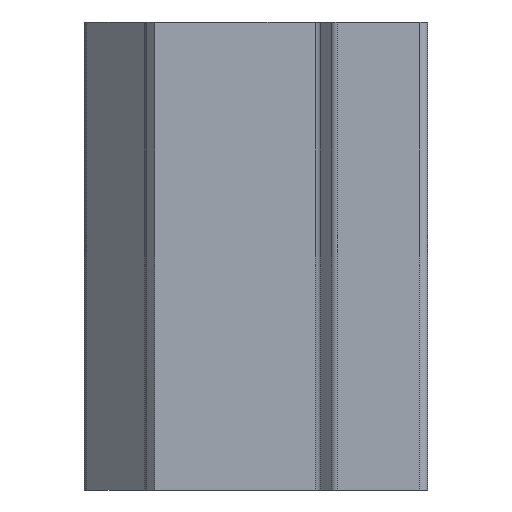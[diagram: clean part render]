
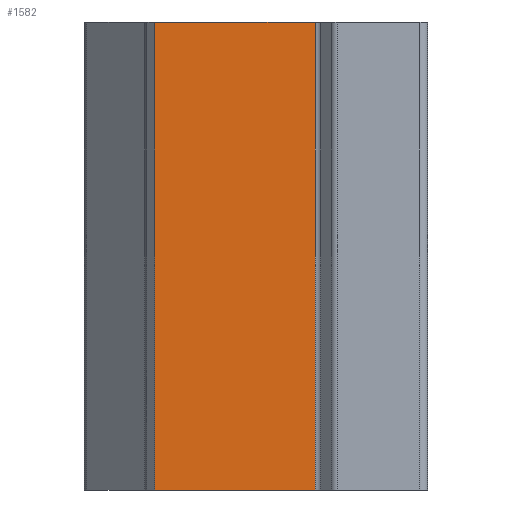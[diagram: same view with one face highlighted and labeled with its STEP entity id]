
A CAD part, left-side view. The second image highlights one B-rep face of the part: STEP entity #1582.
In plain terms, the highlighted planar face has unit normal (-1, 0, 0).
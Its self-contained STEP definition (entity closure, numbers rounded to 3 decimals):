
#132 = ORIENTED_EDGE ( 'NONE', *, *, #1287, .T. ) ;
#191 = LINE ( 'NONE', #1580, #849 ) ;
#259 = ORIENTED_EDGE ( 'NONE', *, *, #1404, .T. ) ;
#276 = FACE_OUTER_BOUND ( 'NONE', #1157, .T. ) ;
#304 = VECTOR ( 'NONE', #584, 1000. ) ;
#349 = LINE ( 'NONE', #723, #304 ) ;
#379 = DIRECTION ( 'NONE',  ( 0., 1., 0. ) ) ;
#384 = CARTESIAN_POINT ( 'NONE',  ( -16., 7., 15. ) ) ;
#417 = VECTOR ( 'NONE', #874, 1000. ) ;
#441 = CARTESIAN_POINT ( 'NONE',  ( -16., 7.207, 15. ) ) ;
#552 = VERTEX_POINT ( 'NONE', #673 ) ;
#559 = VERTEX_POINT ( 'NONE', #660 ) ;
#584 = DIRECTION ( 'NONE',  ( 0., 0., -1. ) ) ;
#596 = AXIS2_PLACEMENT_3D ( 'NONE', #384, #1596, #379 ) ;
#630 = DIRECTION ( 'NONE',  ( 0., -1., 0. ) ) ;
#644 = CARTESIAN_POINT ( 'NONE',  ( -16., 17.5, -15. ) ) ;
#660 = CARTESIAN_POINT ( 'NONE',  ( -16., 7.207, 15. ) ) ;
#673 = CARTESIAN_POINT ( 'NONE',  ( -16., 7.207, -15. ) ) ;
#698 = LINE ( 'NONE', #441, #417 ) ;
#723 = CARTESIAN_POINT ( 'NONE',  ( -16., 17.5, 15. ) ) ;
#730 = EDGE_CURVE ( 'NONE', #1667, #1576, #349, .T. ) ;
#757 = DIRECTION ( 'NONE',  ( 0., -1., 0. ) ) ;
#849 = VECTOR ( 'NONE', #757, 1000. ) ;
#874 = DIRECTION ( 'NONE',  ( 0., 0., 1. ) ) ;
#989 = EDGE_CURVE ( 'NONE', #1667, #559, #1330, .T. ) ;
#1065 = PLANE ( 'NONE',  #596 ) ;
#1157 = EDGE_LOOP ( 'NONE', ( #1265, #1788, #259, #132 ) ) ;
#1265 = ORIENTED_EDGE ( 'NONE', *, *, #989, .F. ) ;
#1287 = EDGE_CURVE ( 'NONE', #552, #559, #698, .T. ) ;
#1330 = LINE ( 'NONE', #1749, #1644 ) ;
#1354 = CARTESIAN_POINT ( 'NONE',  ( -16., 17.5, 15. ) ) ;
#1404 = EDGE_CURVE ( 'NONE', #1576, #552, #191, .T. ) ;
#1576 = VERTEX_POINT ( 'NONE', #644 ) ;
#1580 = CARTESIAN_POINT ( 'NONE',  ( -16., 7., -15. ) ) ;
#1582 = ADVANCED_FACE ( 'NONE', ( #276 ), #1065, .F. ) ;
#1596 = DIRECTION ( 'NONE',  ( 1., 0., 0. ) ) ;
#1644 = VECTOR ( 'NONE', #630, 1000. ) ;
#1667 = VERTEX_POINT ( 'NONE', #1354 ) ;
#1749 = CARTESIAN_POINT ( 'NONE',  ( -16., 7., 15. ) ) ;
#1788 = ORIENTED_EDGE ( 'NONE', *, *, #730, .T. ) ;
